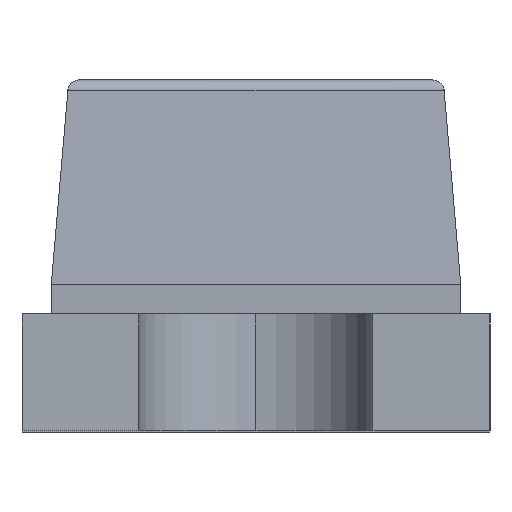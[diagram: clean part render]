
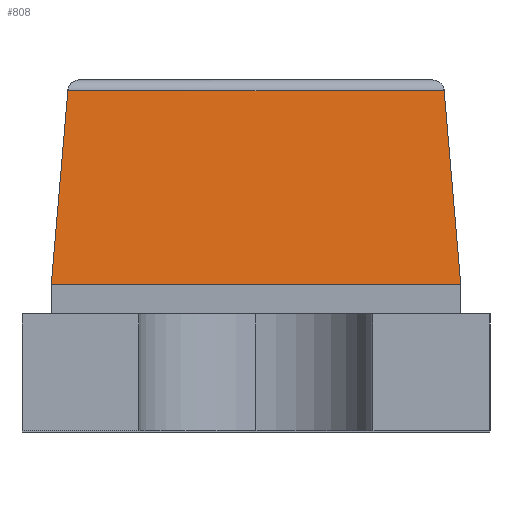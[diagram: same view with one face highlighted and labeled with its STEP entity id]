
A CAD part, left-side view. The second image highlights one B-rep face of the part: STEP entity #808.
In plain terms, the highlighted planar face has unit normal (-0.996, 0, 0.085).
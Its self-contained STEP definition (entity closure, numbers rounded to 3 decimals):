
#14 = EDGE_CURVE ( 'NONE', #978, #852, #847, .T. ) ;
#31 = VERTEX_POINT ( 'NONE', #1867 ) ;
#44 = AXIS2_PLACEMENT_3D ( 'NONE', #1452, #367, #1630 ) ;
#146 = CARTESIAN_POINT ( 'NONE',  ( -0.5, -0.35, 0.25 ) ) ;
#157 = FACE_OUTER_BOUND ( 'NONE', #1046, .T. ) ;
#173 = ORIENTED_EDGE ( 'NONE', *, *, #1728, .T. ) ;
#180 = VECTOR ( 'NONE', #1932, 1000. ) ;
#205 = DIRECTION ( 'NONE',  ( 0.085, -0.085, 0.993 ) ) ;
#220 = ORIENTED_EDGE ( 'NONE', *, *, #1027, .F. ) ;
#367 = DIRECTION ( 'NONE',  ( -0.996, 0., 0.085 ) ) ;
#735 = PLANE ( 'NONE',  #44 ) ;
#776 = LINE ( 'NONE', #1992, #1679 ) ;
#790 = VECTOR ( 'NONE', #205, 1000. ) ;
#808 = ADVANCED_FACE ( 'NONE', ( #157 ), #735, .T. ) ;
#847 = LINE ( 'NONE', #1488, #790 ) ;
#852 = VERTEX_POINT ( 'NONE', #2022 ) ;
#976 = ORIENTED_EDGE ( 'NONE', *, *, #1889, .F. ) ;
#978 = VERTEX_POINT ( 'NONE', #1482 ) ;
#1027 = EDGE_CURVE ( 'NONE', #2110, #978, #2058, .T. ) ;
#1046 = EDGE_LOOP ( 'NONE', ( #220, #976, #173, #1107 ) ) ;
#1068 = DIRECTION ( 'NONE',  ( 0., 1., 0. ) ) ;
#1087 = DIRECTION ( 'NONE',  ( -0.085, -0.085, -0.993 ) ) ;
#1107 = ORIENTED_EDGE ( 'NONE', *, *, #14, .F. ) ;
#1370 = LINE ( 'NONE', #2163, #2360 ) ;
#1452 = CARTESIAN_POINT ( 'NONE',  ( -0.485, -0.35, 0.425 ) ) ;
#1482 = CARTESIAN_POINT ( 'NONE',  ( -0.5, 0.35, 0.25 ) ) ;
#1488 = CARTESIAN_POINT ( 'NONE',  ( -0.5, 0.35, 0.25 ) ) ;
#1630 = DIRECTION ( 'NONE',  ( 0.085, 0., 0.996 ) ) ;
#1679 = VECTOR ( 'NONE', #1087, 1000. ) ;
#1728 = EDGE_CURVE ( 'NONE', #31, #852, #1370, .T. ) ;
#1739 = CARTESIAN_POINT ( 'NONE',  ( -0.5, -0.35, 0.25 ) ) ;
#1867 = CARTESIAN_POINT ( 'NONE',  ( -0.472, -0.322, 0.582 ) ) ;
#1889 = EDGE_CURVE ( 'NONE', #31, #2110, #776, .T. ) ;
#1932 = DIRECTION ( 'NONE',  ( 0., 1., 0. ) ) ;
#1992 = CARTESIAN_POINT ( 'NONE',  ( -0.472, -0.322, 0.582 ) ) ;
#2022 = CARTESIAN_POINT ( 'NONE',  ( -0.472, 0.322, 0.582 ) ) ;
#2058 = LINE ( 'NONE', #1739, #180 ) ;
#2110 = VERTEX_POINT ( 'NONE', #146 ) ;
#2163 = CARTESIAN_POINT ( 'NONE',  ( -0.472, -0.35, 0.582 ) ) ;
#2360 = VECTOR ( 'NONE', #1068, 1000. ) ;
